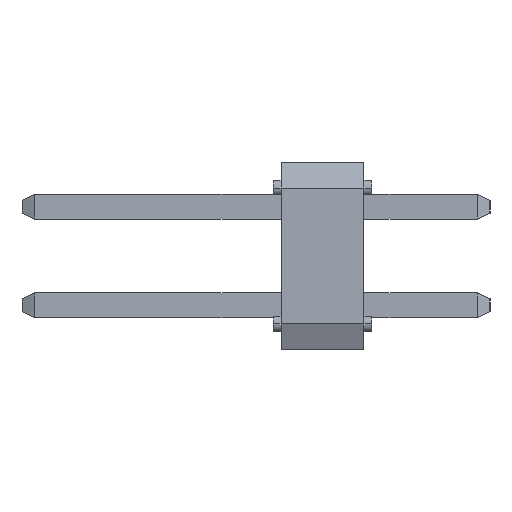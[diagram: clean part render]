
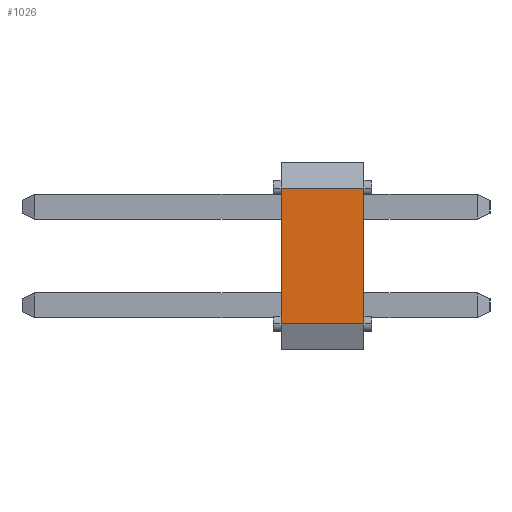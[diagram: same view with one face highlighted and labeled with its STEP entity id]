
A CAD part, left-side view. The second image highlights one B-rep face of the part: STEP entity #1026.
In plain terms, the highlighted planar face has unit normal (-1, 0, 0).
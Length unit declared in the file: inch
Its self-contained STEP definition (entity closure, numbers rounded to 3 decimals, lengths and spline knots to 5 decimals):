
#181 = VECTOR ( 'NONE', #2128, 39.37008 ) ;
#190 = LINE ( 'NONE', #2155, #2592 ) ;
#287 = VECTOR ( 'NONE', #2226, 39.37008 ) ;
#429 = AXIS2_PLACEMENT_3D ( 'NONE', #1894, #1702, #430 ) ;
#430 = DIRECTION ( 'NONE',  ( 0., 1., 0. ) ) ;
#431 = CARTESIAN_POINT ( 'NONE',  ( -0.05, 0., -0.069 ) ) ;
#450 = VERTEX_POINT ( 'NONE', #1972 ) ;
#456 = DIRECTION ( 'NONE',  ( 0., 0., -1. ) ) ;
#512 = VECTOR ( 'NONE', #2503, 39.37008 ) ;
#535 = EDGE_LOOP ( 'NONE', ( #2478, #773, #2618, #2442 ) ) ;
#711 = CARTESIAN_POINT ( 'NONE',  ( -0.05, 0., -0.069 ) ) ;
#758 = VERTEX_POINT ( 'NONE', #1281 ) ;
#773 = ORIENTED_EDGE ( 'NONE', *, *, #1932, .F. ) ;
#833 = EDGE_CURVE ( 'NONE', #1439, #2722, #1386, .T. ) ;
#1026 = ADVANCED_FACE ( 'NONE', ( #2093 ), #1660, .F. ) ;
#1027 = LINE ( 'NONE', #1886, #512 ) ;
#1150 = EDGE_CURVE ( 'NONE', #450, #1439, #190, .T. ) ;
#1153 = CARTESIAN_POINT ( 'NONE',  ( -0.05, 0.084, -0.069 ) ) ;
#1281 = CARTESIAN_POINT ( 'NONE',  ( -0.05, 0.084, 0.069 ) ) ;
#1386 = LINE ( 'NONE', #711, #287 ) ;
#1439 = VERTEX_POINT ( 'NONE', #431 ) ;
#1660 = PLANE ( 'NONE',  #429 ) ;
#1702 = DIRECTION ( 'NONE',  ( 1., 0., 0. ) ) ;
#1886 = CARTESIAN_POINT ( 'NONE',  ( -0.05, 0.084, 0.069 ) ) ;
#1894 = CARTESIAN_POINT ( 'NONE',  ( -0.05, 0.042, 0. ) ) ;
#1896 = EDGE_CURVE ( 'NONE', #758, #2722, #1903, .T. ) ;
#1903 = LINE ( 'NONE', #2550, #181 ) ;
#1932 = EDGE_CURVE ( 'NONE', #758, #450, #1027, .T. ) ;
#1972 = CARTESIAN_POINT ( 'NONE',  ( -0.05, 0., 0.069 ) ) ;
#2093 = FACE_OUTER_BOUND ( 'NONE', #535, .T. ) ;
#2128 = DIRECTION ( 'NONE',  ( 0., 0., -1. ) ) ;
#2155 = CARTESIAN_POINT ( 'NONE',  ( -0.05, 0., 0.069 ) ) ;
#2226 = DIRECTION ( 'NONE',  ( 0., 1., 0. ) ) ;
#2442 = ORIENTED_EDGE ( 'NONE', *, *, #833, .F. ) ;
#2478 = ORIENTED_EDGE ( 'NONE', *, *, #1150, .F. ) ;
#2503 = DIRECTION ( 'NONE',  ( 0., -1., 0. ) ) ;
#2550 = CARTESIAN_POINT ( 'NONE',  ( -0.05, 0.084, 0.069 ) ) ;
#2592 = VECTOR ( 'NONE', #456, 39.37008 ) ;
#2618 = ORIENTED_EDGE ( 'NONE', *, *, #1896, .T. ) ;
#2722 = VERTEX_POINT ( 'NONE', #1153 ) ;
